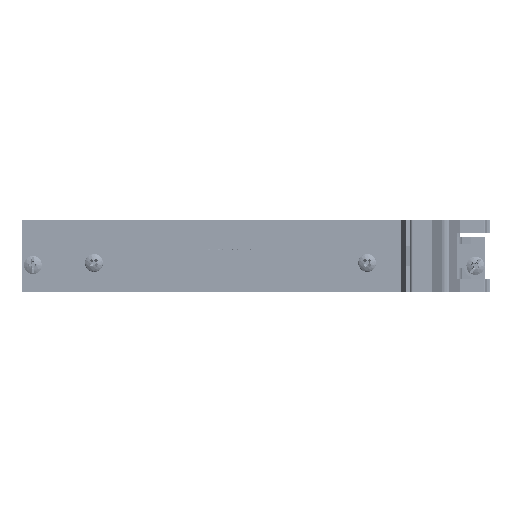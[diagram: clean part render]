
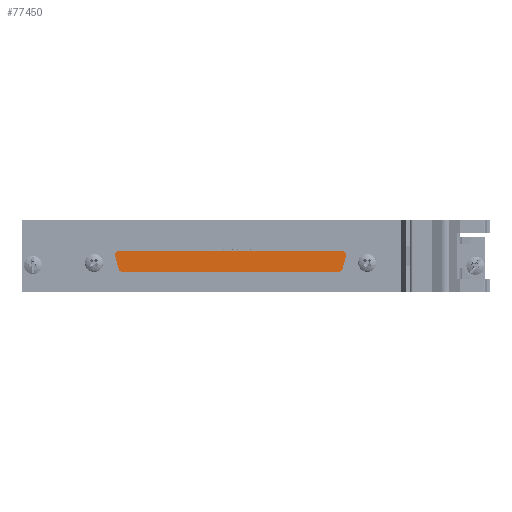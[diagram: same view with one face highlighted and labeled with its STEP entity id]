
A CAD part, left-side view. The second image highlights one B-rep face of the part: STEP entity #77450.
In plain terms, the highlighted planar face has unit normal (-1, 0, 0).
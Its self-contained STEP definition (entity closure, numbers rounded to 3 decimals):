
#23061 = CARTESIAN_POINT ( 'NONE',  ( -69.599, 16.445, 49.96 ) ) ;
#23079 = CARTESIAN_POINT ( 'NONE',  ( -69.599, 15.479, 48.701 ) ) ;
#23089 = CARTESIAN_POINT ( 'NONE',  ( -69.599, 79.471, 48.701 ) ) ;
#23097 = CARTESIAN_POINT ( 'NONE',  ( -69.599, 78.48, 45.001 ) ) ;
#23106 = CARTESIAN_POINT ( 'NONE',  ( -69.599, 78.505, 49.96 ) ) ;
#23110 = CARTESIAN_POINT ( 'NONE',  ( -69.599, 17.437, 44.26 ) ) ;
#23114 = CARTESIAN_POINT ( 'NONE',  ( -69.599, 16.471, 45.001 ) ) ;
#23120 = CARTESIAN_POINT ( 'NONE',  ( -69.599, 77.514, 44.26 ) ) ;
#53501 = ORIENTED_EDGE ( 'NONE', *, *, #250324, .T. ) ;
#53609 = VERTEX_POINT ( 'NONE', #23061 ) ;
#53627 = VERTEX_POINT ( 'NONE', #23079 ) ;
#53653 = VERTEX_POINT ( 'NONE', #23106 ) ;
#53658 = VERTEX_POINT ( 'NONE', #23089 ) ;
#53662 = VERTEX_POINT ( 'NONE', #23097 ) ;
#53667 = VERTEX_POINT ( 'NONE', #23120 ) ;
#53670 = VERTEX_POINT ( 'NONE', #23110 ) ;
#53676 = VERTEX_POINT ( 'NONE', #23114 ) ;
#54425 = ORIENTED_EDGE ( 'NONE', *, *, #252016, .T. ) ;
#54689 = ORIENTED_EDGE ( 'NONE', *, *, #248579, .T. ) ;
#55063 = ORIENTED_EDGE ( 'NONE', *, *, #252373, .T. ) ;
#55127 = ORIENTED_EDGE ( 'NONE', *, *, #252261, .T. ) ;
#55236 = ORIENTED_EDGE ( 'NONE', *, *, #251759, .T. ) ;
#55250 = ORIENTED_EDGE ( 'NONE', *, *, #249361, .T. ) ;
#55254 = ORIENTED_EDGE ( 'NONE', *, *, #251822, .T. ) ;
#65393 = CARTESIAN_POINT ( 'NONE',  ( -69.599, 17.437, 45.26 ) ) ;
#65395 = DIRECTION ( 'NONE',  ( -1., 0., 0. ) ) ;
#65397 = DIRECTION ( 'NONE',  ( 0., -1., 0. ) ) ;
#65474 = CARTESIAN_POINT ( 'NONE',  ( -69.599, 78.505, 48.96 ) ) ;
#65476 = DIRECTION ( 'NONE',  ( -1., 0., 0. ) ) ;
#65478 = DIRECTION ( 'NONE',  ( 0., 1., 0. ) ) ;
#65705 = CARTESIAN_POINT ( 'NONE',  ( -69.599, 79.471, 48.701 ) ) ;
#65710 = DIRECTION ( 'NONE',  ( 0., -0.259, -0.966 ) ) ;
#66295 = CARTESIAN_POINT ( 'NONE',  ( -69.599, 78.505, 49.96 ) ) ;
#66298 = DIRECTION ( 'NONE',  ( 0., 1., 0. ) ) ;
#66431 = CARTESIAN_POINT ( 'NONE',  ( -69.599, 15.479, 48.701 ) ) ;
#66433 = DIRECTION ( 'NONE',  ( 0., -0.259, 0.966 ) ) ;
#77450 = ADVANCED_FACE ( 'NONE', ( #225181 ), #225567, .T. ) ;
#164618 = LINE ( 'NONE', #184227, #164622 ) ;
#164622 = VECTOR ( 'NONE', #184265, 1000. ) ;
#164801 = CIRCLE ( 'NONE', #182013, 1. ) ;
#165225 = CIRCLE ( 'NONE', #182092, 1. ) ;
#172374 = CARTESIAN_POINT ( 'NONE',  ( -69.599, 77.514, 45.26 ) ) ;
#172376 = DIRECTION ( 'NONE',  ( -1., 0., 0. ) ) ;
#172378 = DIRECTION ( 'NONE',  ( 0., 1., 0. ) ) ;
#173057 = CARTESIAN_POINT ( 'NONE',  ( -69.599, 16.445, 48.96 ) ) ;
#173059 = DIRECTION ( 'NONE',  ( -1., 0., 0. ) ) ;
#173061 = DIRECTION ( 'NONE',  ( 0., -1., 0. ) ) ;
#182013 = AXIS2_PLACEMENT_3D ( 'NONE', #172374, #172376, #172378 ) ;
#182092 = AXIS2_PLACEMENT_3D ( 'NONE', #173057, #173059, #173061 ) ;
#182410 = AXIS2_PLACEMENT_3D ( 'NONE', #65393, #65395, #65397 ) ;
#182425 = AXIS2_PLACEMENT_3D ( 'NONE', #65474, #65476, #65478 ) ;
#184227 = CARTESIAN_POINT ( 'NONE',  ( -69.599, 17.437, 44.26 ) ) ;
#184265 = DIRECTION ( 'NONE',  ( 0., -1., 0. ) ) ;
#225181 = FACE_OUTER_BOUND ( 'NONE', #253549, .T. ) ;
#225567 = PLANE ( 'NONE',  #242234 ) ;
#225585 = CARTESIAN_POINT ( 'NONE',  ( -69.599, 16.445, 48.96 ) ) ;
#225586 = DIRECTION ( 'NONE',  ( -1., 0., 0. ) ) ;
#225588 = DIRECTION ( 'NONE',  ( 0., -1., 0. ) ) ;
#227217 = LINE ( 'NONE', #66431, #227218 ) ;
#227218 = VECTOR ( 'NONE', #66433, 1000. ) ;
#242234 = AXIS2_PLACEMENT_3D ( 'NONE', #225585, #225586, #225588 ) ;
#248579 = EDGE_CURVE ( 'NONE', #53667, #53670, #164618, .T. ) ;
#249361 = EDGE_CURVE ( 'NONE', #53662, #53667, #164801, .T. ) ;
#250324 = EDGE_CURVE ( 'NONE', #53627, #53609, #165225, .T. ) ;
#251759 = EDGE_CURVE ( 'NONE', #53670, #53676, #269994, .T. ) ;
#251822 = EDGE_CURVE ( 'NONE', #53653, #53658, #270012, .T. ) ;
#252016 = EDGE_CURVE ( 'NONE', #53658, #53662, #270073, .T. ) ;
#252261 = EDGE_CURVE ( 'NONE', #53609, #53653, #270151, .T. ) ;
#252373 = EDGE_CURVE ( 'NONE', #53676, #53627, #227217, .T. ) ;
#253549 = EDGE_LOOP ( 'NONE', ( #53501, #55127, #55254, #54425, #55250, #54689, #55236, #55063 ) ) ;
#269994 = CIRCLE ( 'NONE', #182410, 1. ) ;
#270012 = CIRCLE ( 'NONE', #182425, 1. ) ;
#270073 = LINE ( 'NONE', #65705, #270075 ) ;
#270075 = VECTOR ( 'NONE', #65710, 1000. ) ;
#270151 = LINE ( 'NONE', #66295, #270157 ) ;
#270157 = VECTOR ( 'NONE', #66298, 1000. ) ;
